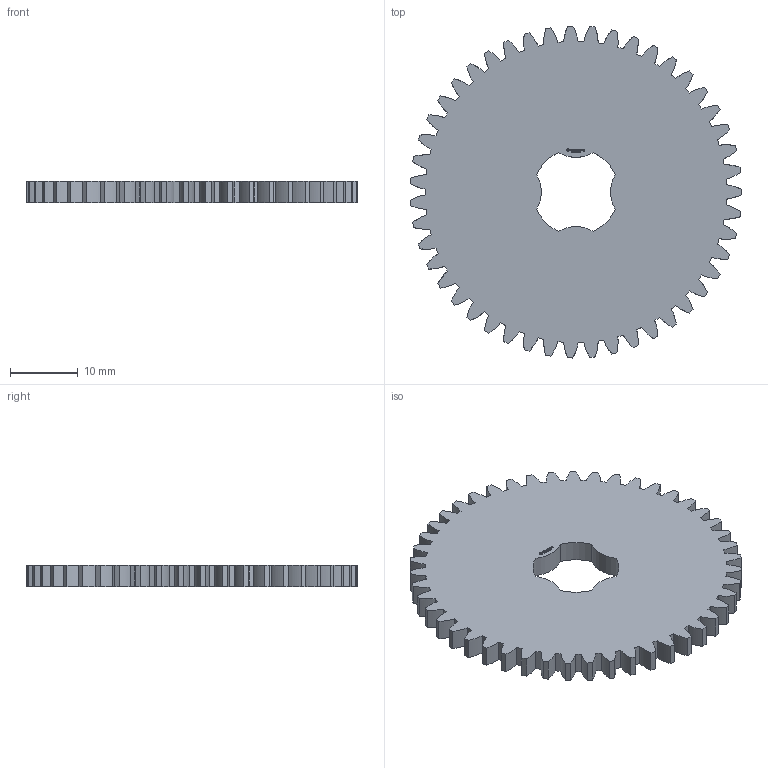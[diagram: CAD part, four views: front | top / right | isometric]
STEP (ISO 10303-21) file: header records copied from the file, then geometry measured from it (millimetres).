
FILE_DESCRIPTION(('FreeCAD Model'),'2;1');
FILE_NAME('Open CASCADE Shape Model','2024-03-10T17:53:01',(''),(''), 'Open CASCADE STEP processor 7.6','FreeCAD','Unknown');
FILE_SCHEMA(('AUTOMOTIVE_DESIGN { 1 0 10303 214 1 1 1 1 }'));
Products named in the file (1): Gear Wheel PLN TTH47 BU00.25 SFT-SHD - SPN-GWH-0165 (stemfie.org)
Bounding box: 48.97 x 48.99 x 3.12 mm (x, y, z)
Volume: 5041.3 mm3; surface area: 4291.6 mm2
Topology: 1 solids, 1 shells, 669 faces, 1911 edges, 1274 vertices
Faces by surface type: extrusion 340, plane 321, cylinder 8
Entity records: 60066 total; most frequent: CARTESIAN_POINT 19547, DIRECTION 5389, VECTOR 4681, LINE 4341, ORIENTED_EDGE 3822, PCURVE 3822, DEFINITIONAL_REPRESENTATION 3822, EDGE_CURVE 1911
